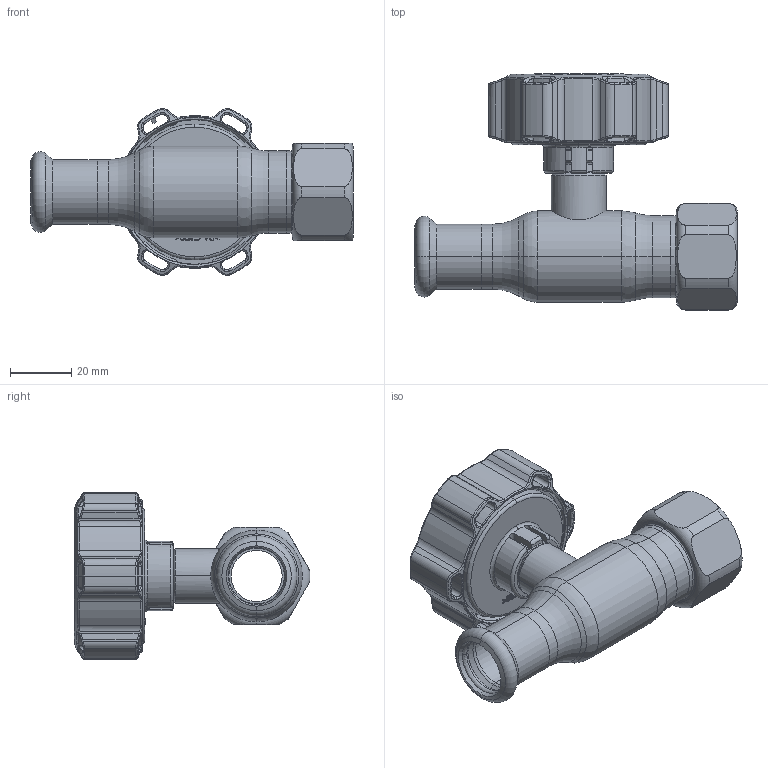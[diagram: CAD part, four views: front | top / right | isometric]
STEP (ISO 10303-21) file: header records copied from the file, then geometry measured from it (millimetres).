
FILE_DESCRIPTION (( 'STEP AP214' ), '1' );
FILE_NAME ('1015001010-1200.step', '2024-01-15T11:16:40', ( '' ), ( '' ), 'SwSTEP 2.0', 'SolidWorks 2021', '' );
FILE_SCHEMA (( 'AUTOMOTIVE_DESIGN' ));
Length unit declared in the file: millimetre
Products named in the file (1): 1015001010-1200
Bounding box: 105.8 x 77.29 x 54.57 mm (x, y, z)
Surface area: 28799.9 mm2 (no closed solid volume)
Topology: 0 solids, 9 shells, 544 faces, 1581 edges, 1021 vertices
Faces by surface type: bspline 178, cylinder 130, plane 99, torus 87, cone 50
Entity records: 33875 total; most frequent: CARTESIAN_POINT 15220, ORIENTED_EDGE 2823, DIRECTION 2220, EDGE_CURVE 1579, VERTEX_POINT 1021, AXIS2_PLACEMENT_3D 898, B_SPLINE_CURVE_WITH_KNOTS 592, EDGE_LOOP 579
